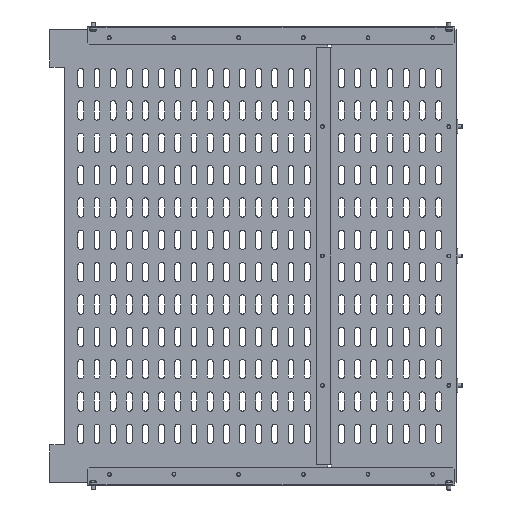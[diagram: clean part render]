
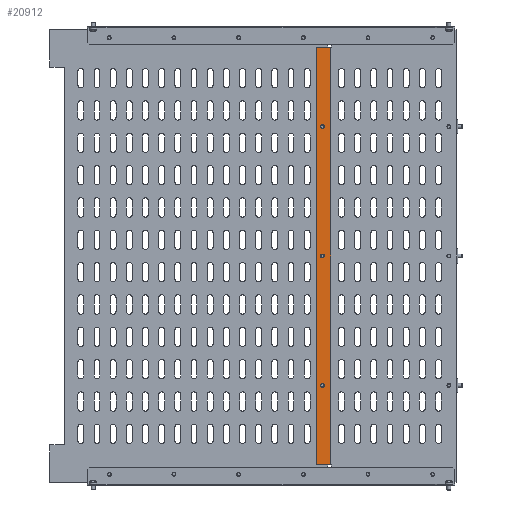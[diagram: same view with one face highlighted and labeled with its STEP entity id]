
A CAD part, front view. The second image highlights one B-rep face of the part: STEP entity #20912.
In plain terms, the highlighted planar face has unit normal (0, -1, 0).
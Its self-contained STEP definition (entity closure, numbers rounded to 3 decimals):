
#941 = DIRECTION ( 'NONE',  ( -1., 0., 0. ) ) ;
#1298 = CARTESIAN_POINT ( 'NONE',  ( -204.057, -7.1, -254. ) ) ;
#1777 = ORIENTED_EDGE ( 'NONE', *, *, #68298, .F. ) ;
#1923 = ORIENTED_EDGE ( 'NONE', *, *, #10430, .F. ) ;
#2319 = FACE_BOUND ( 'NONE', #16312, .T. ) ;
#2649 = DIRECTION ( 'NONE',  ( 0., -1., 0. ) ) ;
#3281 = ORIENTED_EDGE ( 'NONE', *, *, #27701, .F. ) ;
#4331 = CARTESIAN_POINT ( 'NONE',  ( -211.455, -7.1, -551.21 ) ) ;
#5228 = CARTESIAN_POINT ( 'NONE',  ( -215.549, -7.1, -354.219 ) ) ;
#6211 = EDGE_CURVE ( 'NONE', #45508, #67518, #28208, .T. ) ;
#6501 = CARTESIAN_POINT ( 'NONE',  ( -213.658, -7.1, -556.79 ) ) ;
#7541 = DIRECTION ( 'NONE',  ( 0., -1., 0. ) ) ;
#8525 = EDGE_CURVE ( 'NONE', #62163, #21717, #28721, .T. ) ;
#8706 = VERTEX_POINT ( 'NONE', #30761 ) ;
#9303 = EDGE_LOOP ( 'NONE', ( #3281, #1923 ) ) ;
#9562 = DIRECTION ( 'NONE',  ( -1., 0., 0. ) ) ;
#10430 = EDGE_CURVE ( 'NONE', #37635, #65456, #41640, .T. ) ;
#10801 = ORIENTED_EDGE ( 'NONE', *, *, #6211, .F. ) ;
#10822 = LINE ( 'NONE', #42973, #47618 ) ;
#11225 = AXIS2_PLACEMENT_3D ( 'NONE', #1298, #44955, #28231 ) ;
#11345 = VERTEX_POINT ( 'NONE', #51977 ) ;
#11511 = AXIS2_PLACEMENT_3D ( 'NONE', #26335, #51463, #24945 ) ;
#12086 = CARTESIAN_POINT ( 'NONE',  ( -203.007, -7.1, -31. ) ) ;
#12180 = AXIS2_PLACEMENT_3D ( 'NONE', #57041, #2649, #33790 ) ;
#13432 = LINE ( 'NONE', #51502, #25484 ) ;
#13988 = DIRECTION ( 'NONE',  ( 0., 0., -1. ) ) ;
#13998 = EDGE_CURVE ( 'NONE', #21717, #46987, #13432, .T. ) ;
#15081 = ORIENTED_EDGE ( 'NONE', *, *, #62504, .T. ) ;
#15442 = EDGE_CURVE ( 'NONE', #50524, #11345, #64721, .T. ) ;
#15642 = AXIS2_PLACEMENT_3D ( 'NONE', #47676, #58486, #9562 ) ;
#16230 = CARTESIAN_POINT ( 'NONE',  ( -221.557, -7.1, -677. ) ) ;
#16312 = EDGE_LOOP ( 'NONE', ( #10801, #50094 ) ) ;
#19054 = DIRECTION ( 'NONE',  ( -0.707, 0., 0.707 ) ) ;
#19655 = EDGE_CURVE ( 'NONE', #67518, #45508, #63078, .T. ) ;
#20010 = VECTOR ( 'NONE', #27191, 1000. ) ;
#20698 = AXIS2_PLACEMENT_3D ( 'NONE', #38345, #7541, #941 ) ;
#20912 = ADVANCED_FACE ( 'NONE', ( #32765, #2319, #66244, #38356 ), #59634, .F. ) ;
#21717 = VERTEX_POINT ( 'NONE', #16230 ) ;
#23395 = CIRCLE ( 'NONE', #12180, 3. ) ;
#24945 = DIRECTION ( 'NONE',  ( -1., 0., 0. ) ) ;
#25043 = ORIENTED_EDGE ( 'NONE', *, *, #8525, .T. ) ;
#25484 = VECTOR ( 'NONE', #45926, 1000. ) ;
#25781 = CARTESIAN_POINT ( 'NONE',  ( -212.557, -7.1, -354. ) ) ;
#26335 = CARTESIAN_POINT ( 'NONE',  ( -212.557, -7.1, -554. ) ) ;
#27191 = DIRECTION ( 'NONE',  ( -1., 0., 0. ) ) ;
#27701 = EDGE_CURVE ( 'NONE', #65456, #37635, #58350, .T. ) ;
#27880 = CARTESIAN_POINT ( 'NONE',  ( -203.007, -7.1, -31. ) ) ;
#28208 = CIRCLE ( 'NONE', #67204, 3. ) ;
#28231 = DIRECTION ( 'NONE',  ( -1., 0., 0. ) ) ;
#28721 = LINE ( 'NONE', #66416, #58102 ) ;
#28890 = LINE ( 'NONE', #39702, #55014 ) ;
#28968 = ORIENTED_EDGE ( 'NONE', *, *, #31802, .T. ) ;
#30761 = CARTESIAN_POINT ( 'NONE',  ( -200.007, -7.1, -674. ) ) ;
#31139 = VECTOR ( 'NONE', #43949, 1000. ) ;
#31802 = EDGE_CURVE ( 'NONE', #46987, #8706, #10822, .T. ) ;
#32735 = DIRECTION ( 'NONE',  ( 0., -1., 0. ) ) ;
#32765 = FACE_BOUND ( 'NONE', #36481, .T. ) ;
#33469 = CARTESIAN_POINT ( 'NONE',  ( -200.007, -7.1, -674. ) ) ;
#33790 = DIRECTION ( 'NONE',  ( -1., 0., 0. ) ) ;
#36481 = EDGE_LOOP ( 'NONE', ( #59433, #1777 ) ) ;
#37635 = VERTEX_POINT ( 'NONE', #6501 ) ;
#38345 = CARTESIAN_POINT ( 'NONE',  ( -212.557, -7.1, -354. ) ) ;
#38356 = FACE_OUTER_BOUND ( 'NONE', #63090, .T. ) ;
#39041 = ORIENTED_EDGE ( 'NONE', *, *, #13998, .T. ) ;
#39064 = LINE ( 'NONE', #33469, #31139 ) ;
#39702 = CARTESIAN_POINT ( 'NONE',  ( -200.007, -7.1, -34. ) ) ;
#40603 = CARTESIAN_POINT ( 'NONE',  ( -209.603, -7.1, -153.476 ) ) ;
#41461 = CARTESIAN_POINT ( 'NONE',  ( -200.007, -7.1, -34. ) ) ;
#41634 = AXIS2_PLACEMENT_3D ( 'NONE', #66300, #50915, #55831 ) ;
#41640 = CIRCLE ( 'NONE', #11511, 3. ) ;
#42971 = CARTESIAN_POINT ( 'NONE',  ( -209.565, -7.1, -353.781 ) ) ;
#42973 = CARTESIAN_POINT ( 'NONE',  ( -203.007, -7.1, -677. ) ) ;
#43949 = DIRECTION ( 'NONE',  ( 0., 0., 1. ) ) ;
#44955 = DIRECTION ( 'NONE',  ( 0., 1., 0. ) ) ;
#45508 = VERTEX_POINT ( 'NONE', #42971 ) ;
#45926 = DIRECTION ( 'NONE',  ( 1., 0., 0. ) ) ;
#46987 = VERTEX_POINT ( 'NONE', #50623 ) ;
#47618 = VECTOR ( 'NONE', #59367, 1000. ) ;
#47676 = CARTESIAN_POINT ( 'NONE',  ( -212.557, -7.1, -154. ) ) ;
#47786 = LINE ( 'NONE', #27880, #20010 ) ;
#50094 = ORIENTED_EDGE ( 'NONE', *, *, #19655, .F. ) ;
#50306 = VERTEX_POINT ( 'NONE', #41461 ) ;
#50524 = VERTEX_POINT ( 'NONE', #40603 ) ;
#50623 = CARTESIAN_POINT ( 'NONE',  ( -203.007, -7.1, -677. ) ) ;
#50915 = DIRECTION ( 'NONE',  ( 0., -1., 0. ) ) ;
#51463 = DIRECTION ( 'NONE',  ( 0., -1., 0. ) ) ;
#51502 = CARTESIAN_POINT ( 'NONE',  ( -243.976, -7.1, -677. ) ) ;
#51691 = ORIENTED_EDGE ( 'NONE', *, *, #54965, .T. ) ;
#51977 = CARTESIAN_POINT ( 'NONE',  ( -215.51, -7.1, -154.524 ) ) ;
#53521 = VERTEX_POINT ( 'NONE', #12086 ) ;
#54965 = EDGE_CURVE ( 'NONE', #50306, #53521, #28890, .T. ) ;
#55014 = VECTOR ( 'NONE', #19054, 1000. ) ;
#55831 = DIRECTION ( 'NONE',  ( -1., 0., 0. ) ) ;
#57041 = CARTESIAN_POINT ( 'NONE',  ( -212.557, -7.1, -154. ) ) ;
#58102 = VECTOR ( 'NONE', #13988, 1000. ) ;
#58350 = CIRCLE ( 'NONE', #41634, 3. ) ;
#58486 = DIRECTION ( 'NONE',  ( 0., -1., 0. ) ) ;
#59367 = DIRECTION ( 'NONE',  ( 0.707, 0., 0.707 ) ) ;
#59433 = ORIENTED_EDGE ( 'NONE', *, *, #15442, .F. ) ;
#59634 = PLANE ( 'NONE',  #11225 ) ;
#60635 = DIRECTION ( 'NONE',  ( -1., 0., 0. ) ) ;
#61033 = ORIENTED_EDGE ( 'NONE', *, *, #68090, .T. ) ;
#62163 = VERTEX_POINT ( 'NONE', #67699 ) ;
#62504 = EDGE_CURVE ( 'NONE', #8706, #50306, #39064, .T. ) ;
#63078 = CIRCLE ( 'NONE', #20698, 3. ) ;
#63090 = EDGE_LOOP ( 'NONE', ( #51691, #61033, #25043, #39041, #28968, #15081 ) ) ;
#64721 = CIRCLE ( 'NONE', #15642, 3. ) ;
#65456 = VERTEX_POINT ( 'NONE', #4331 ) ;
#66244 = FACE_BOUND ( 'NONE', #9303, .T. ) ;
#66300 = CARTESIAN_POINT ( 'NONE',  ( -212.557, -7.1, -554. ) ) ;
#66416 = CARTESIAN_POINT ( 'NONE',  ( -221.557, -7.1, -677. ) ) ;
#67204 = AXIS2_PLACEMENT_3D ( 'NONE', #25781, #32735, #60635 ) ;
#67518 = VERTEX_POINT ( 'NONE', #5228 ) ;
#67699 = CARTESIAN_POINT ( 'NONE',  ( -221.557, -7.1, -31. ) ) ;
#68090 = EDGE_CURVE ( 'NONE', #53521, #62163, #47786, .T. ) ;
#68298 = EDGE_CURVE ( 'NONE', #11345, #50524, #23395, .T. ) ;
